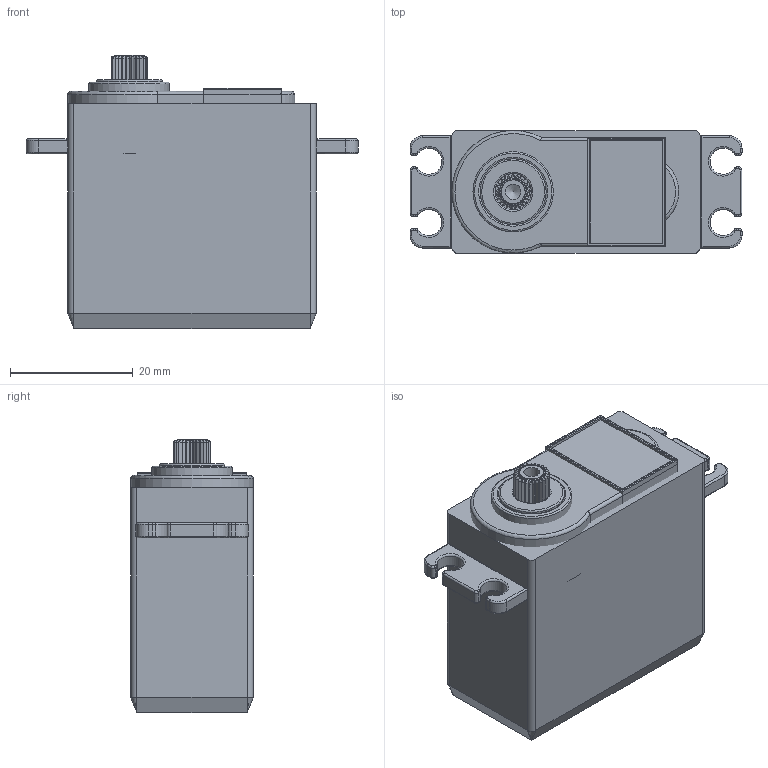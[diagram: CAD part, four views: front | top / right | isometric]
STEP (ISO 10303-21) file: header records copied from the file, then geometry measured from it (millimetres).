
FILE_DESCRIPTION(/* description */ (''),/* implementation_level */ '2;1');
FILE_NAME(/* name */ 'Servo v1.step',/* time_stamp */ '2021-03-24T21:29:55-04:00',/* author */ (''),/* organization */ (''),/* preprocessor_version */ 'ST-DEVELOPER v18.1',/* originating_system */ 'Autodesk Translation Framework v9.10.0.1330',/* authorisation */ '');
FILE_SCHEMA (('AUTOMOTIVE_DESIGN { 1 0 10303 214 3 1 1 }'));
Length unit declared in the file: millimetre
Products named in the file (4): Servo; Component1; Servo Body; Servos Spline
Assembly tree (3 placements, depth 2):
  Servo
    Component1
    Servo Body
    Servos Spline
Bounding box: 54.15 x 20 x 44.6 mm (x, y, z)
Volume: 38086 mm3; surface area: 12219.4 mm2
Topology: 8 solids, 8 shells, 364 faces, 848 edges, 496 vertices
Faces by surface type: cylinder 166, plane 106, torus 55, bspline 32, cone 5
Full cylindrical faces by diameter (mm): 2.529 x1, 5.9 x1, 10.75 x2, 13.1 x1
Entity records: 11133 total; most frequent: CARTESIAN_POINT 2772, DIRECTION 1803, ORIENTED_EDGE 1686, EDGE_CURVE 843, AXIS2_PLACEMENT_3D 683, VERTEX_POINT 496, LINE 437, VECTOR 437
